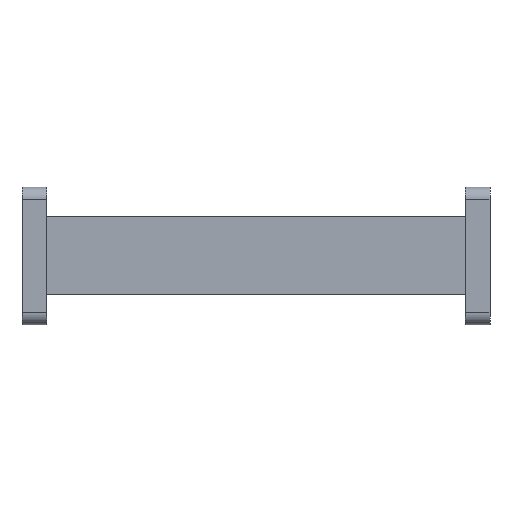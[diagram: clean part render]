
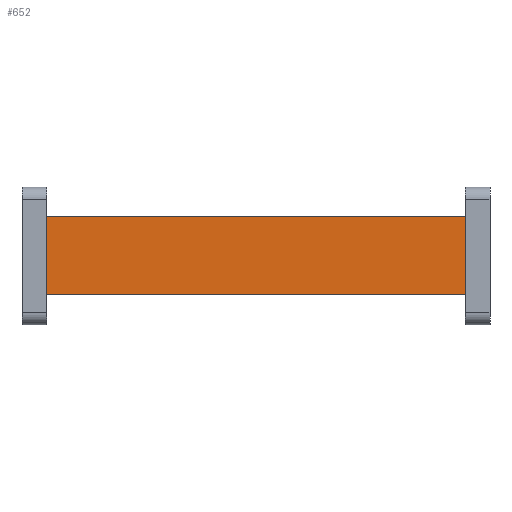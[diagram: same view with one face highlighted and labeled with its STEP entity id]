
A CAD part, front view. The second image highlights one B-rep face of the part: STEP entity #652.
In plain terms, the highlighted planar face has unit normal (0, -1, 0).
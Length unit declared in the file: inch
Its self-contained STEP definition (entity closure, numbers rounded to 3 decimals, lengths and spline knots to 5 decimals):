
#2 = ORIENTED_EDGE ( 'NONE', *, *, #1088, .T. ) ;
#79 = CARTESIAN_POINT ( 'NONE',  ( -1.34252, -0.125, -0.25 ) ) ;
#81 = FACE_OUTER_BOUND ( 'NONE', #597, .T. ) ;
#178 = DIRECTION ( 'NONE',  ( 0., 0., -1. ) ) ;
#235 = VECTOR ( 'NONE', #987, 39.37008 ) ;
#266 = DIRECTION ( 'NONE',  ( 0., 0., -1. ) ) ;
#332 = CARTESIAN_POINT ( 'NONE',  ( 1.34252, -0.125, 0.25 ) ) ;
#372 = VECTOR ( 'NONE', #178, 39.37008 ) ;
#382 = LINE ( 'NONE', #1421, #450 ) ;
#450 = VECTOR ( 'NONE', #266, 39.37008 ) ;
#521 = LINE ( 'NONE', #978, #372 ) ;
#539 = DIRECTION ( 'NONE',  ( 0., 1., 0. ) ) ;
#565 = ORIENTED_EDGE ( 'NONE', *, *, #837, .F. ) ;
#597 = EDGE_LOOP ( 'NONE', ( #2, #996, #565, #915 ) ) ;
#646 = CARTESIAN_POINT ( 'NONE',  ( 1.34252, -0.125, -0.25 ) ) ;
#652 = ADVANCED_FACE ( 'NONE', ( #81 ), #657, .F. ) ;
#657 = PLANE ( 'NONE',  #1101 ) ;
#755 = VERTEX_POINT ( 'NONE', #79 ) ;
#837 = EDGE_CURVE ( 'NONE', #1337, #1142, #382, .T. ) ;
#887 = VERTEX_POINT ( 'NONE', #1397 ) ;
#915 = ORIENTED_EDGE ( 'NONE', *, *, #1229, .T. ) ;
#928 = EDGE_CURVE ( 'NONE', #1142, #755, #1007, .T. ) ;
#978 = CARTESIAN_POINT ( 'NONE',  ( -1.34252, -0.125, 0.25 ) ) ;
#987 = DIRECTION ( 'NONE',  ( -1., 0., 0. ) ) ;
#995 = DIRECTION ( 'NONE',  ( 0., 0., 1. ) ) ;
#996 = ORIENTED_EDGE ( 'NONE', *, *, #928, .F. ) ;
#1007 = LINE ( 'NONE', #646, #235 ) ;
#1040 = CARTESIAN_POINT ( 'NONE',  ( 1.34252, -0.125, 0.25 ) ) ;
#1088 = EDGE_CURVE ( 'NONE', #887, #755, #521, .T. ) ;
#1101 = AXIS2_PLACEMENT_3D ( 'NONE', #1241, #539, #995 ) ;
#1142 = VERTEX_POINT ( 'NONE', #1155 ) ;
#1155 = CARTESIAN_POINT ( 'NONE',  ( 1.34252, -0.125, -0.25 ) ) ;
#1158 = LINE ( 'NONE', #1040, #1342 ) ;
#1229 = EDGE_CURVE ( 'NONE', #1337, #887, #1158, .T. ) ;
#1241 = CARTESIAN_POINT ( 'NONE',  ( 1.34252, -0.125, 0.25 ) ) ;
#1278 = DIRECTION ( 'NONE',  ( -1., 0., 0. ) ) ;
#1337 = VERTEX_POINT ( 'NONE', #332 ) ;
#1342 = VECTOR ( 'NONE', #1278, 39.37008 ) ;
#1397 = CARTESIAN_POINT ( 'NONE',  ( -1.34252, -0.125, 0.25 ) ) ;
#1421 = CARTESIAN_POINT ( 'NONE',  ( 1.34252, -0.125, 0.25 ) ) ;
